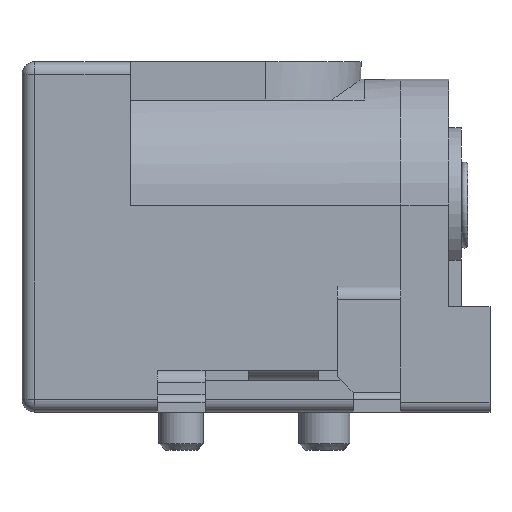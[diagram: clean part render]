
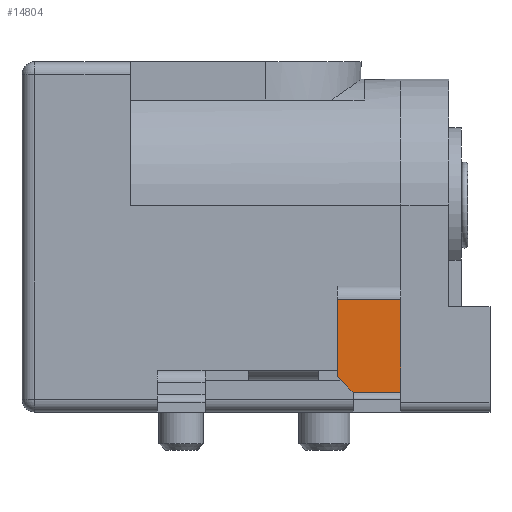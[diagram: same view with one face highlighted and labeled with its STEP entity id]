
A CAD part, front view. The second image highlights one B-rep face of the part: STEP entity #14804.
In plain terms, the highlighted planar face has unit normal (0, -1, 0).
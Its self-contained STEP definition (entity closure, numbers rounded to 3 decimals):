
#8282 = PLANE('',#8283);
#8283 = AXIS2_PLACEMENT_3D('',#8284,#8285,#8286);
#8284 = CARTESIAN_POINT('',(5.4,6.063,0.67));
#8285 = DIRECTION('',(0.707,0.,0.707)
  );
#8286 = DIRECTION('',(-0.707,0.,0.707)
  );
#8331 = PLANE('',#8332);
#8332 = AXIS2_PLACEMENT_3D('',#8333,#8334,#8335);
#8333 = CARTESIAN_POINT('',(4.9,-2.6,-6.963));
#8334 = DIRECTION('',(-1.,0.,0.));
#8335 = DIRECTION('',(0.,-1.,0.));
#11355 = VERTEX_POINT('',#11356);
#11356 = CARTESIAN_POINT('',(5.4,-4.9,0.67));
#11385 = VERTEX_POINT('',#11386);
#11386 = CARTESIAN_POINT('',(4.9,-4.9,1.17));
#11407 = EDGE_CURVE('',#11355,#11385,#11408,.T.);
#11408 = SURFACE_CURVE('',#11409,(#11413,#11420),.PCURVE_S1.);
#11409 = LINE('',#11410,#11411);
#11410 = CARTESIAN_POINT('',(5.4,-4.9,0.67));
#11411 = VECTOR('',#11412,1.);
#11412 = DIRECTION('',(-0.707,0.,0.707
    ));
#11413 = PCURVE('',#8282,#11414);
#11414 = DEFINITIONAL_REPRESENTATION('',(#11415),#11419);
#11415 = LINE('',#11416,#11417);
#11416 = CARTESIAN_POINT('',(0.,10.963));
#11417 = VECTOR('',#11418,1.);
#11418 = DIRECTION('',(1.,0.));
#11419 = ( GEOMETRIC_REPRESENTATION_CONTEXT(2) 
PARAMETRIC_REPRESENTATION_CONTEXT() REPRESENTATION_CONTEXT('2D SPACE',''
  ) );
#11420 = PCURVE('',#11421,#11426);
#11421 = PLANE('',#11422);
#11422 = AXIS2_PLACEMENT_3D('',#11423,#11424,#11425);
#11423 = CARTESIAN_POINT('',(4.15,-4.9,3.59));
#11424 = DIRECTION('',(0.,-1.,0.));
#11425 = DIRECTION('',(0.,-0.,-1.));
#11426 = DEFINITIONAL_REPRESENTATION('',(#11427),#11431);
#11427 = LINE('',#11428,#11429);
#11428 = CARTESIAN_POINT('',(2.92,1.25));
#11429 = VECTOR('',#11430,1.);
#11430 = DIRECTION('',(-0.707,-0.707));
#11431 = ( GEOMETRIC_REPRESENTATION_CONTEXT(2) 
PARAMETRIC_REPRESENTATION_CONTEXT() REPRESENTATION_CONTEXT('2D SPACE',''
  ) );
#11437 = EDGE_CURVE('',#11385,#11438,#11440,.T.);
#11438 = VERTEX_POINT('',#11439);
#11439 = CARTESIAN_POINT('',(4.9,-4.9,3.59));
#11440 = SURFACE_CURVE('',#11441,(#11445,#11452),.PCURVE_S1.);
#11441 = LINE('',#11442,#11443);
#11442 = CARTESIAN_POINT('',(4.9,-4.9,-6.963));
#11443 = VECTOR('',#11444,1.);
#11444 = DIRECTION('',(0.,0.,1.));
#11445 = PCURVE('',#8331,#11446);
#11446 = DEFINITIONAL_REPRESENTATION('',(#11447),#11451);
#11447 = LINE('',#11448,#11449);
#11448 = CARTESIAN_POINT('',(2.3,0.));
#11449 = VECTOR('',#11450,1.);
#11450 = DIRECTION('',(0.,1.));
#11451 = ( GEOMETRIC_REPRESENTATION_CONTEXT(2) 
PARAMETRIC_REPRESENTATION_CONTEXT() REPRESENTATION_CONTEXT('2D SPACE',''
  ) );
#11452 = PCURVE('',#11421,#11453);
#11453 = DEFINITIONAL_REPRESENTATION('',(#11454),#11458);
#11454 = LINE('',#11455,#11456);
#11455 = CARTESIAN_POINT('',(10.553,0.75));
#11456 = VECTOR('',#11457,1.);
#11457 = DIRECTION('',(-1.,0.));
#11458 = ( GEOMETRIC_REPRESENTATION_CONTEXT(2) 
PARAMETRIC_REPRESENTATION_CONTEXT() REPRESENTATION_CONTEXT('2D SPACE',''
  ) );
#11475 = CYLINDRICAL_SURFACE('',#11476,0.41);
#11476 = AXIS2_PLACEMENT_3D('',#11477,#11478,#11479);
#11477 = CARTESIAN_POINT('',(4.15,-4.49,3.59));
#11478 = DIRECTION('',(-1.,0.,-0.));
#11479 = DIRECTION('',(0.,0.,1.));
#11962 = PLANE('',#11963);
#11963 = AXIS2_PLACEMENT_3D('',#11964,#11965,#11966);
#11964 = CARTESIAN_POINT('',(6.9,3.6,4.));
#11965 = DIRECTION('',(-1.,0.,0.));
#11966 = DIRECTION('',(0.,-1.,0.));
#14692 = CYLINDRICAL_SURFACE('',#14693,0.22);
#14693 = AXIS2_PLACEMENT_3D('',#14694,#14695,#14696);
#14694 = CARTESIAN_POINT('',(4.15,-5.12,0.67));
#14695 = DIRECTION('',(-1.,0.,-0.));
#14696 = DIRECTION('',(0.,0.,1.));
#14804 = ADVANCED_FACE('',(#14805),#11421,.T.);
#14805 = FACE_BOUND('',#14806,.T.);
#14806 = EDGE_LOOP('',(#14807,#14808,#14853,#14876,#14919));
#14807 = ORIENTED_EDGE('',*,*,#11407,.F.);
#14808 = ORIENTED_EDGE('',*,*,#14809,.T.);
#14809 = EDGE_CURVE('',#11355,#14810,#14812,.T.);
#14810 = VERTEX_POINT('',#14811);
#14811 = CARTESIAN_POINT('',(6.9,-4.9,0.67));
#14812 = SURFACE_CURVE('',#14813,(#14817,#14824),.PCURVE_S1.);
#14813 = LINE('',#14814,#14815);
#14814 = CARTESIAN_POINT('',(4.15,-4.9,0.67));
#14815 = VECTOR('',#14816,1.);
#14816 = DIRECTION('',(1.,0.,0.));
#14817 = PCURVE('',#11421,#14818);
#14818 = DEFINITIONAL_REPRESENTATION('',(#14819),#14823);
#14819 = LINE('',#14820,#14821);
#14820 = CARTESIAN_POINT('',(2.92,0.));
#14821 = VECTOR('',#14822,1.);
#14822 = DIRECTION('',(0.,1.));
#14823 = ( GEOMETRIC_REPRESENTATION_CONTEXT(2) 
PARAMETRIC_REPRESENTATION_CONTEXT() REPRESENTATION_CONTEXT('2D SPACE',''
  ) );
#14824 = PCURVE('',#14692,#14825);
#14825 = DEFINITIONAL_REPRESENTATION('',(#14826),#14852);
#14826 = B_SPLINE_CURVE_WITH_KNOTS('',3,(#14827,#14828,#14829,#14830,
    #14831,#14832,#14833,#14834,#14835,#14836,#14837,#14838,#14839,
    #14840,#14841,#14842,#14843,#14844,#14845,#14846,#14847,#14848,
    #14849,#14850,#14851),.UNSPECIFIED.,.F.,.F.,(4,1,1,1,1,1,1,1,1,1,1,1
    ,1,1,1,1,1,1,1,1,1,1,4),(1.25,1.318,1.386,
    1.455,1.523,1.591,1.659,
    1.727,1.795,1.864,1.932,2.,
    2.068,2.136,2.205,2.273,
    2.341,2.409,2.477,2.545,
    2.614,2.682,2.75),.QUASI_UNIFORM_KNOTS.);
#14827 = CARTESIAN_POINT('',(1.571,-1.25));
#14828 = CARTESIAN_POINT('',(1.571,-1.273));
#14829 = CARTESIAN_POINT('',(1.571,-1.318));
#14830 = CARTESIAN_POINT('',(1.571,-1.386));
#14831 = CARTESIAN_POINT('',(1.571,-1.455));
#14832 = CARTESIAN_POINT('',(1.571,-1.523));
#14833 = CARTESIAN_POINT('',(1.571,-1.591));
#14834 = CARTESIAN_POINT('',(1.571,-1.659));
#14835 = CARTESIAN_POINT('',(1.571,-1.727));
#14836 = CARTESIAN_POINT('',(1.571,-1.795));
#14837 = CARTESIAN_POINT('',(1.571,-1.864));
#14838 = CARTESIAN_POINT('',(1.571,-1.932));
#14839 = CARTESIAN_POINT('',(1.571,-2.));
#14840 = CARTESIAN_POINT('',(1.571,-2.068));
#14841 = CARTESIAN_POINT('',(1.571,-2.136));
#14842 = CARTESIAN_POINT('',(1.571,-2.205));
#14843 = CARTESIAN_POINT('',(1.571,-2.273));
#14844 = CARTESIAN_POINT('',(1.571,-2.341));
#14845 = CARTESIAN_POINT('',(1.571,-2.409));
#14846 = CARTESIAN_POINT('',(1.571,-2.477));
#14847 = CARTESIAN_POINT('',(1.571,-2.545));
#14848 = CARTESIAN_POINT('',(1.571,-2.614));
#14849 = CARTESIAN_POINT('',(1.571,-2.682));
#14850 = CARTESIAN_POINT('',(1.571,-2.727));
#14851 = CARTESIAN_POINT('',(1.571,-2.75));
#14852 = ( GEOMETRIC_REPRESENTATION_CONTEXT(2) 
PARAMETRIC_REPRESENTATION_CONTEXT() REPRESENTATION_CONTEXT('2D SPACE',''
  ) );
#14853 = ORIENTED_EDGE('',*,*,#14854,.F.);
#14854 = EDGE_CURVE('',#14855,#14810,#14857,.T.);
#14855 = VERTEX_POINT('',#14856);
#14856 = CARTESIAN_POINT('',(6.9,-4.9,3.59));
#14857 = SURFACE_CURVE('',#14858,(#14862,#14869),.PCURVE_S1.);
#14858 = LINE('',#14859,#14860);
#14859 = CARTESIAN_POINT('',(6.9,-4.9,3.59));
#14860 = VECTOR('',#14861,1.);
#14861 = DIRECTION('',(0.,-0.,-1.));
#14862 = PCURVE('',#11421,#14863);
#14863 = DEFINITIONAL_REPRESENTATION('',(#14864),#14868);
#14864 = LINE('',#14865,#14866);
#14865 = CARTESIAN_POINT('',(0.,2.75));
#14866 = VECTOR('',#14867,1.);
#14867 = DIRECTION('',(1.,0.));
#14868 = ( GEOMETRIC_REPRESENTATION_CONTEXT(2) 
PARAMETRIC_REPRESENTATION_CONTEXT() REPRESENTATION_CONTEXT('2D SPACE',''
  ) );
#14869 = PCURVE('',#11962,#14870);
#14870 = DEFINITIONAL_REPRESENTATION('',(#14871),#14875);
#14871 = LINE('',#14872,#14873);
#14872 = CARTESIAN_POINT('',(8.5,-0.41));
#14873 = VECTOR('',#14874,1.);
#14874 = DIRECTION('',(0.,-1.));
#14875 = ( GEOMETRIC_REPRESENTATION_CONTEXT(2) 
PARAMETRIC_REPRESENTATION_CONTEXT() REPRESENTATION_CONTEXT('2D SPACE',''
  ) );
#14876 = ORIENTED_EDGE('',*,*,#14877,.F.);
#14877 = EDGE_CURVE('',#11438,#14855,#14878,.T.);
#14878 = SURFACE_CURVE('',#14879,(#14883,#14890),.PCURVE_S1.);
#14879 = LINE('',#14880,#14881);
#14880 = CARTESIAN_POINT('',(4.15,-4.9,3.59));
#14881 = VECTOR('',#14882,1.);
#14882 = DIRECTION('',(1.,0.,0.));
#14883 = PCURVE('',#11421,#14884);
#14884 = DEFINITIONAL_REPRESENTATION('',(#14885),#14889);
#14885 = LINE('',#14886,#14887);
#14886 = CARTESIAN_POINT('',(0.,0.));
#14887 = VECTOR('',#14888,1.);
#14888 = DIRECTION('',(0.,1.));
#14889 = ( GEOMETRIC_REPRESENTATION_CONTEXT(2) 
PARAMETRIC_REPRESENTATION_CONTEXT() REPRESENTATION_CONTEXT('2D SPACE',''
  ) );
#14890 = PCURVE('',#11475,#14891);
#14891 = DEFINITIONAL_REPRESENTATION('',(#14892),#14918);
#14892 = B_SPLINE_CURVE_WITH_KNOTS('',3,(#14893,#14894,#14895,#14896,
    #14897,#14898,#14899,#14900,#14901,#14902,#14903,#14904,#14905,
    #14906,#14907,#14908,#14909,#14910,#14911,#14912,#14913,#14914,
    #14915,#14916,#14917),.UNSPECIFIED.,.F.,.F.,(4,1,1,1,1,1,1,1,1,1,1,1
    ,1,1,1,1,1,1,1,1,1,1,4),(0.75,0.841,0.932,
    1.023,1.114,1.205,1.295,
    1.386,1.477,1.568,1.659,1.75,
    1.841,1.932,2.023,2.114,
    2.205,2.295,2.386,2.477,
    2.568,2.659,2.75),.QUASI_UNIFORM_KNOTS.);
#14893 = CARTESIAN_POINT('',(4.712,-0.75));
#14894 = CARTESIAN_POINT('',(4.712,-0.78));
#14895 = CARTESIAN_POINT('',(4.712,-0.841));
#14896 = CARTESIAN_POINT('',(4.712,-0.932));
#14897 = CARTESIAN_POINT('',(4.712,-1.023));
#14898 = CARTESIAN_POINT('',(4.712,-1.114));
#14899 = CARTESIAN_POINT('',(4.712,-1.205));
#14900 = CARTESIAN_POINT('',(4.712,-1.295));
#14901 = CARTESIAN_POINT('',(4.712,-1.386));
#14902 = CARTESIAN_POINT('',(4.712,-1.477));
#14903 = CARTESIAN_POINT('',(4.712,-1.568));
#14904 = CARTESIAN_POINT('',(4.712,-1.659));
#14905 = CARTESIAN_POINT('',(4.712,-1.75));
#14906 = CARTESIAN_POINT('',(4.712,-1.841));
#14907 = CARTESIAN_POINT('',(4.712,-1.932));
#14908 = CARTESIAN_POINT('',(4.712,-2.023));
#14909 = CARTESIAN_POINT('',(4.712,-2.114));
#14910 = CARTESIAN_POINT('',(4.712,-2.205));
#14911 = CARTESIAN_POINT('',(4.712,-2.295));
#14912 = CARTESIAN_POINT('',(4.712,-2.386));
#14913 = CARTESIAN_POINT('',(4.712,-2.477));
#14914 = CARTESIAN_POINT('',(4.712,-2.568));
#14915 = CARTESIAN_POINT('',(4.712,-2.659));
#14916 = CARTESIAN_POINT('',(4.712,-2.72));
#14917 = CARTESIAN_POINT('',(4.712,-2.75));
#14918 = ( GEOMETRIC_REPRESENTATION_CONTEXT(2) 
PARAMETRIC_REPRESENTATION_CONTEXT() REPRESENTATION_CONTEXT('2D SPACE',''
  ) );
#14919 = ORIENTED_EDGE('',*,*,#11437,.F.);
